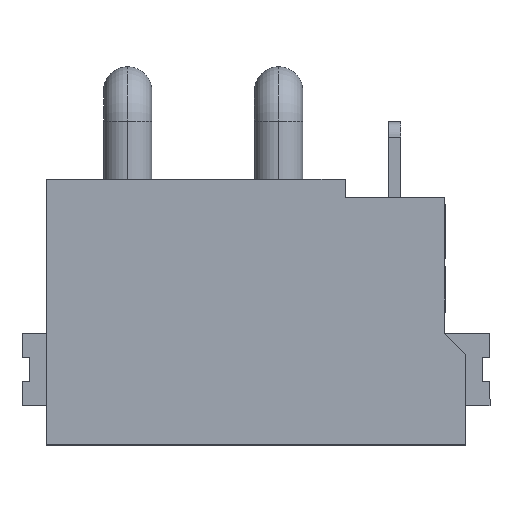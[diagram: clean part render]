
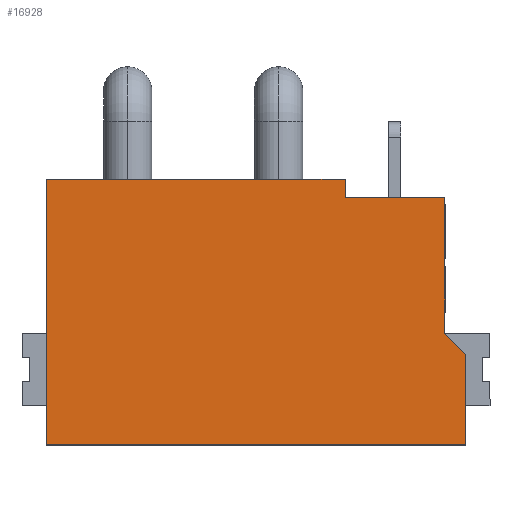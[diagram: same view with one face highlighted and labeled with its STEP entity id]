
A CAD part, top view. The second image highlights one B-rep face of the part: STEP entity #16928.
In plain terms, the highlighted planar face has unit normal (0, 0, 1).
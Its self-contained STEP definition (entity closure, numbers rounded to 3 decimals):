
#189 = VERTEX_POINT ( 'NONE', #10159 ) ;
#250 = EDGE_CURVE ( 'NONE', #6820, #12287, #1092, .T. ) ;
#299 = AXIS2_PLACEMENT_3D ( 'NONE', #6839, #2752, #10953 ) ;
#685 = DIRECTION ( 'NONE',  ( -1., 0., 0. ) ) ;
#692 = DIRECTION ( 'NONE',  ( 1., 0., 0. ) ) ;
#800 = ORIENTED_EDGE ( 'NONE', *, *, #11965, .T. ) ;
#1053 = VERTEX_POINT ( 'NONE', #13003 ) ;
#1063 = DIRECTION ( 'NONE',  ( 0., 1., 0. ) ) ;
#1092 = LINE ( 'NONE', #14503, #16650 ) ;
#1279 = LINE ( 'NONE', #10899, #2234 ) ;
#1952 = EDGE_CURVE ( 'NONE', #13074, #12109, #16170, .T. ) ;
#2234 = VECTOR ( 'NONE', #5533, 1000. ) ;
#2414 = CARTESIAN_POINT ( 'NONE',  ( 6.95, -6.265, 5.2 ) ) ;
#2466 = VECTOR ( 'NONE', #685, 1000. ) ;
#2752 = DIRECTION ( 'NONE',  ( 0., 0., -1. ) ) ;
#2953 = VECTOR ( 'NONE', #15935, 1000. ) ;
#3968 = EDGE_CURVE ( 'NONE', #16987, #189, #4116, .T. ) ;
#4087 = ORIENTED_EDGE ( 'NONE', *, *, #250, .F. ) ;
#4116 = LINE ( 'NONE', #13575, #14465 ) ;
#4558 = VECTOR ( 'NONE', #1063, 1000. ) ;
#4690 = EDGE_CURVE ( 'NONE', #8045, #13074, #14283, .T. ) ;
#5369 = ORIENTED_EDGE ( 'NONE', *, *, #8478, .F. ) ;
#5409 = PLANE ( 'NONE',  #299 ) ;
#5533 = DIRECTION ( 'NONE',  ( 0., 1., 0. ) ) ;
#6189 = CARTESIAN_POINT ( 'NONE',  ( 6.95, -6.265, 5.2 ) ) ;
#6820 = VERTEX_POINT ( 'NONE', #11022 ) ;
#6839 = CARTESIAN_POINT ( 'NONE',  ( 6.95, -6.265, 5.2 ) ) ;
#7523 = ORIENTED_EDGE ( 'NONE', *, *, #13651, .F. ) ;
#8045 = VERTEX_POINT ( 'NONE', #2414 ) ;
#8478 = EDGE_CURVE ( 'NONE', #12287, #16987, #14179, .T. ) ;
#8671 = CARTESIAN_POINT ( 'NONE',  ( 6.25, 1.935, 5.2 ) ) ;
#8836 = CARTESIAN_POINT ( 'NONE',  ( 6.95, 2.535, 5.2 ) ) ;
#9233 = LINE ( 'NONE', #11863, #11442 ) ;
#9776 = CARTESIAN_POINT ( 'NONE',  ( 6.25, 1.935, 5.2 ) ) ;
#9963 = EDGE_CURVE ( 'NONE', #8045, #1053, #1279, .T. ) ;
#10159 = CARTESIAN_POINT ( 'NONE',  ( 6.25, -2.565, 5.2 ) ) ;
#10643 = CARTESIAN_POINT ( 'NONE',  ( -6.95, 2.535, 5.2 ) ) ;
#10738 = DIRECTION ( 'NONE',  ( 0., -1., 0. ) ) ;
#10796 = DIRECTION ( 'NONE',  ( 0., -1., 0. ) ) ;
#10899 = CARTESIAN_POINT ( 'NONE',  ( 6.95, -6.265, 5.2 ) ) ;
#10953 = DIRECTION ( 'NONE',  ( 0., -1., 0. ) ) ;
#11022 = CARTESIAN_POINT ( 'NONE',  ( 2.95, 2.535, 5.2 ) ) ;
#11442 = VECTOR ( 'NONE', #14475, 1000. ) ;
#11540 = LINE ( 'NONE', #8836, #2466 ) ;
#11863 = CARTESIAN_POINT ( 'NONE',  ( 6.95, -3.265, 5.2 ) ) ;
#11965 = EDGE_CURVE ( 'NONE', #6820, #12109, #11540, .T. ) ;
#12109 = VERTEX_POINT ( 'NONE', #10643 ) ;
#12287 = VERTEX_POINT ( 'NONE', #14151 ) ;
#12458 = FACE_OUTER_BOUND ( 'NONE', #14983, .T. ) ;
#12587 = VECTOR ( 'NONE', #692, 1000. ) ;
#13003 = CARTESIAN_POINT ( 'NONE',  ( 6.95, -3.265, 5.2 ) ) ;
#13055 = ORIENTED_EDGE ( 'NONE', *, *, #4690, .F. ) ;
#13074 = VERTEX_POINT ( 'NONE', #16557 ) ;
#13306 = ORIENTED_EDGE ( 'NONE', *, *, #3968, .F. ) ;
#13575 = CARTESIAN_POINT ( 'NONE',  ( 6.25, -2.565, 5.2 ) ) ;
#13651 = EDGE_CURVE ( 'NONE', #189, #1053, #9233, .T. ) ;
#14151 = CARTESIAN_POINT ( 'NONE',  ( 2.95, 1.935, 5.2 ) ) ;
#14179 = LINE ( 'NONE', #8671, #12587 ) ;
#14251 = ORIENTED_EDGE ( 'NONE', *, *, #1952, .F. ) ;
#14283 = LINE ( 'NONE', #6189, #2953 ) ;
#14465 = VECTOR ( 'NONE', #10738, 1000. ) ;
#14475 = DIRECTION ( 'NONE',  ( 0.707, -0.707, 0. ) ) ;
#14503 = CARTESIAN_POINT ( 'NONE',  ( 2.95, 2.535, 5.2 ) ) ;
#14520 = ORIENTED_EDGE ( 'NONE', *, *, #9963, .T. ) ;
#14983 = EDGE_LOOP ( 'NONE', ( #13306, #5369, #4087, #800, #14251, #13055, #14520, #7523 ) ) ;
#15935 = DIRECTION ( 'NONE',  ( -1., 0., 0. ) ) ;
#16170 = LINE ( 'NONE', #17134, #4558 ) ;
#16557 = CARTESIAN_POINT ( 'NONE',  ( -6.95, -6.265, 5.2 ) ) ;
#16650 = VECTOR ( 'NONE', #10796, 1000. ) ;
#16928 = ADVANCED_FACE ( 'NONE', ( #12458 ), #5409, .F. ) ;
#16987 = VERTEX_POINT ( 'NONE', #9776 ) ;
#17134 = CARTESIAN_POINT ( 'NONE',  ( -6.95, -6.265, 5.2 ) ) ;
